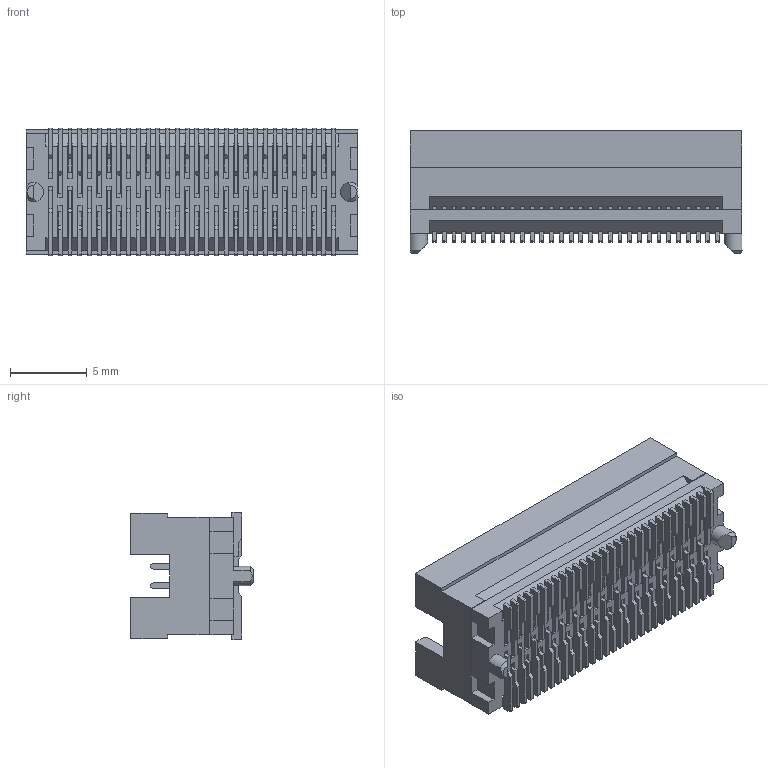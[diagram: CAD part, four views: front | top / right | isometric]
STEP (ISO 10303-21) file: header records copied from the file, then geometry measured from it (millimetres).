
FILE_DESCRIPTION((''),'2;1');
FILE_NAME('FBB12709_ASM','2026-03-16T18:50:12',('gongchengVV'),(''),'CREO PARAMETRIC BY PTC INC, 2020033','CREO PARAMETRIC BY PTC INC, 2020033','');
FILE_SCHEMA(('CONFIG_CONTROL_DESIGN'));
Products named in the file (1): FBB12709_ASM
Bounding box: 21.59 x 7.97 x 8.27 mm (x, y, z)
Volume: 586.2 mm3; surface area: 1888.7 mm2
Topology: 1 solids, 1 shells, 2358 faces, 6635 edges, 4422 vertices
Faces by surface type: plane 2264, cylinder 92, cone 2
Entity records: 74960 total; most frequent: CARTESIAN_POINT 13482, ORIENTED_EDGE 13270, DIRECTION 11531, EDGE_CURVE 6635, VECTOR 6439, LINE 6439, VERTEX_POINT 4422, EDGE_LOOP 2619
